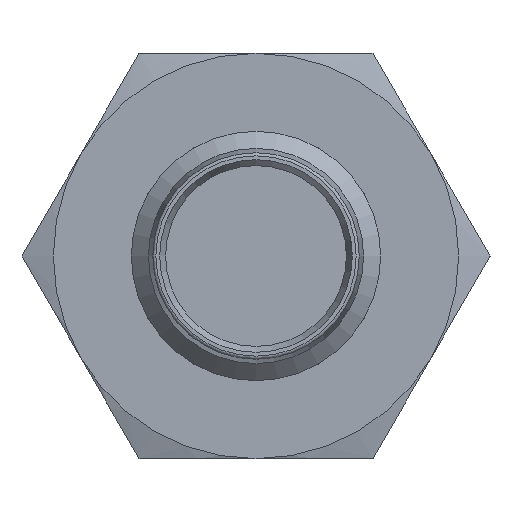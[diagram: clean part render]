
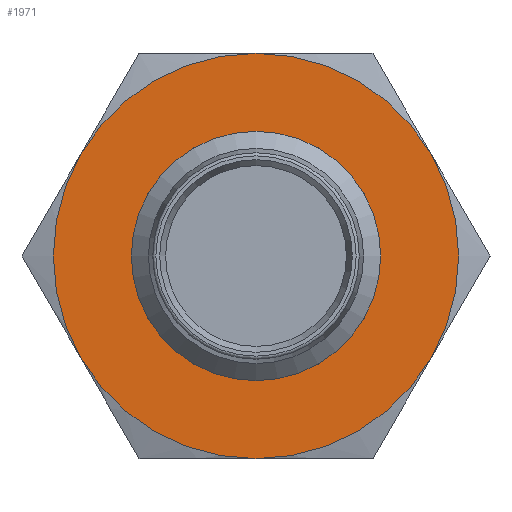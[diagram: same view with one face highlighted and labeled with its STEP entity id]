
A CAD part, left-side view. The second image highlights one B-rep face of the part: STEP entity #1971.
In plain terms, the highlighted planar face has unit normal (-1, 0, 0).
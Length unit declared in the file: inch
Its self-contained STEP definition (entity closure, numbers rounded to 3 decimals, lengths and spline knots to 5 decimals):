
#74 = ORIENTED_EDGE ( 'NONE', *, *, #1723, .F. ) ;
#142 = CIRCLE ( 'NONE', #1489, 0.25591 ) ;
#192 = CARTESIAN_POINT ( 'NONE',  ( 0.70866, 0., -0.25591 ) ) ;
#311 = ORIENTED_EDGE ( 'NONE', *, *, #3174, .F. ) ;
#388 = CIRCLE ( 'NONE', #1814, 0.25591 ) ;
#517 = FACE_BOUND ( 'NONE', #1996, .T. ) ;
#585 = CARTESIAN_POINT ( 'NONE',  ( 0.70866, 0., 0.15748 ) ) ;
#684 = EDGE_CURVE ( 'NONE', #3917, #1534, #2730, .T. ) ;
#733 = CARTESIAN_POINT ( 'NONE',  ( 0.70866, 0., 0.25591 ) ) ;
#752 = ORIENTED_EDGE ( 'NONE', *, *, #2573, .F. ) ;
#794 = DIRECTION ( 'NONE',  ( 0., 0., 1. ) ) ;
#814 = CARTESIAN_POINT ( 'NONE',  ( 0.70866, 0., 0. ) ) ;
#954 = VERTEX_POINT ( 'NONE', #733 ) ;
#1026 = CIRCLE ( 'NONE', #3945, 0.25591 ) ;
#1030 = PLANE ( 'NONE',  #1104 ) ;
#1056 = DIRECTION ( 'NONE',  ( 1., 0., 0. ) ) ;
#1089 = VERTEX_POINT ( 'NONE', #3418 ) ;
#1104 = AXIS2_PLACEMENT_3D ( 'NONE', #1668, #1056, #2027 ) ;
#1402 = VERTEX_POINT ( 'NONE', #585 ) ;
#1420 = EDGE_CURVE ( 'NONE', #954, #1089, #142, .T. ) ;
#1489 = AXIS2_PLACEMENT_3D ( 'NONE', #3132, #2853, #4075 ) ;
#1501 = DIRECTION ( 'NONE',  ( 1., 0., 0. ) ) ;
#1534 = VERTEX_POINT ( 'NONE', #3333 ) ;
#1536 = ORIENTED_EDGE ( 'NONE', *, *, #1420, .F. ) ;
#1668 = CARTESIAN_POINT ( 'NONE',  ( 0.70866, -0.25591, 0. ) ) ;
#1723 = EDGE_CURVE ( 'NONE', #1534, #954, #1026, .T. ) ;
#1768 = DIRECTION ( 'NONE',  ( 1., 0., 0. ) ) ;
#1803 = CIRCLE ( 'NONE', #3532, 0.15748 ) ;
#1814 = AXIS2_PLACEMENT_3D ( 'NONE', #3103, #3085, #4045 ) ;
#1896 = ORIENTED_EDGE ( 'NONE', *, *, #2645, .F. ) ;
#1971 = ADVANCED_FACE ( 'NONE', ( #517, #2947 ), #1030, .F. ) ;
#1986 = ORIENTED_EDGE ( 'NONE', *, *, #2793, .T. ) ;
#1996 = EDGE_LOOP ( 'NONE', ( #1986 ) ) ;
#2027 = DIRECTION ( 'NONE',  ( 0., 0., 1. ) ) ;
#2032 = CARTESIAN_POINT ( 'NONE',  ( 0.70866, 0.22162, -0.12795 ) ) ;
#2094 = DIRECTION ( 'NONE',  ( 0., 0., 1. ) ) ;
#2131 = DIRECTION ( 'NONE',  ( 1., 0., 0. ) ) ;
#2243 = VERTEX_POINT ( 'NONE', #192 ) ;
#2372 = EDGE_LOOP ( 'NONE', ( #311, #1536, #74, #3284, #752, #1896 ) ) ;
#2573 = EDGE_CURVE ( 'NONE', #2243, #3917, #3843, .T. ) ;
#2645 = EDGE_CURVE ( 'NONE', #3725, #2243, #2962, .T. ) ;
#2686 = DIRECTION ( 'NONE',  ( 1., 0., 0. ) ) ;
#2730 = CIRCLE ( 'NONE', #3743, 0.25591 ) ;
#2793 = EDGE_CURVE ( 'NONE', #1402, #1402, #1803, .T. ) ;
#2812 = AXIS2_PLACEMENT_3D ( 'NONE', #814, #1768, #2094 ) ;
#2853 = DIRECTION ( 'NONE',  ( 1., 0., 0. ) ) ;
#2872 = CARTESIAN_POINT ( 'NONE',  ( 0.70866, 0., 0. ) ) ;
#2947 = FACE_OUTER_BOUND ( 'NONE', #2372, .T. ) ;
#2962 = CIRCLE ( 'NONE', #3867, 0.25591 ) ;
#3044 = CARTESIAN_POINT ( 'NONE',  ( 0.70866, 0., 0. ) ) ;
#3085 = DIRECTION ( 'NONE',  ( 1., 0., 0. ) ) ;
#3103 = CARTESIAN_POINT ( 'NONE',  ( 0.70866, 0., 0. ) ) ;
#3132 = CARTESIAN_POINT ( 'NONE',  ( 0.70866, 0., 0. ) ) ;
#3170 = DIRECTION ( 'NONE',  ( 1., 0., 0. ) ) ;
#3174 = EDGE_CURVE ( 'NONE', #1089, #3725, #388, .T. ) ;
#3284 = ORIENTED_EDGE ( 'NONE', *, *, #684, .F. ) ;
#3333 = CARTESIAN_POINT ( 'NONE',  ( 0.70866, 0.22162, 0.12795 ) ) ;
#3418 = CARTESIAN_POINT ( 'NONE',  ( 0.70866, -0.22162, 0.12795 ) ) ;
#3487 = DIRECTION ( 'NONE',  ( 0., 0., 1. ) ) ;
#3532 = AXIS2_PLACEMENT_3D ( 'NONE', #3727, #2131, #4000 ) ;
#3692 = DIRECTION ( 'NONE',  ( 0., 0., 1. ) ) ;
#3703 = CARTESIAN_POINT ( 'NONE',  ( 0.70866, 0., 0. ) ) ;
#3725 = VERTEX_POINT ( 'NONE', #3862 ) ;
#3727 = CARTESIAN_POINT ( 'NONE',  ( 0.70866, 0., 0. ) ) ;
#3743 = AXIS2_PLACEMENT_3D ( 'NONE', #3703, #1501, #3692 ) ;
#3843 = CIRCLE ( 'NONE', #2812, 0.25591 ) ;
#3862 = CARTESIAN_POINT ( 'NONE',  ( 0.70866, -0.22162, -0.12795 ) ) ;
#3867 = AXIS2_PLACEMENT_3D ( 'NONE', #3044, #2686, #794 ) ;
#3917 = VERTEX_POINT ( 'NONE', #2032 ) ;
#3945 = AXIS2_PLACEMENT_3D ( 'NONE', #2872, #3170, #3487 ) ;
#4000 = DIRECTION ( 'NONE',  ( 0., 0., 1. ) ) ;
#4045 = DIRECTION ( 'NONE',  ( 0., 0., 1. ) ) ;
#4075 = DIRECTION ( 'NONE',  ( 0., 0., 1. ) ) ;
